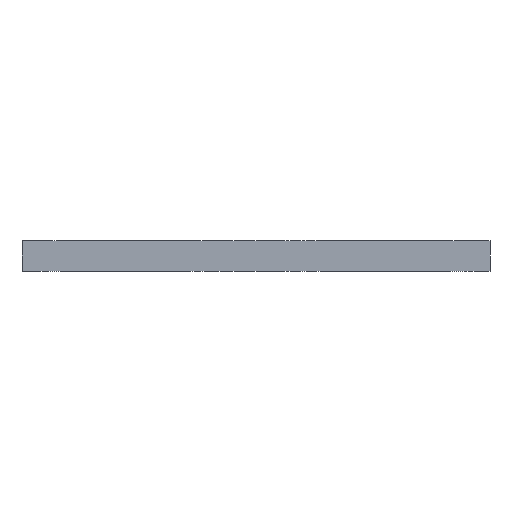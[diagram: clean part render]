
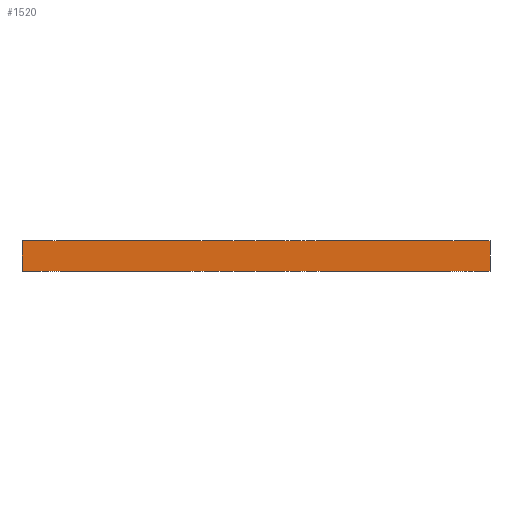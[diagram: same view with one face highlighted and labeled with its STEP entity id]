
A CAD part, front view. The second image highlights one B-rep face of the part: STEP entity #1520.
In plain terms, the highlighted planar face has unit normal (0, -1, 0).
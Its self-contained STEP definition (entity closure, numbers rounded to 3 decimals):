
#44=PLANE('',#1698);
#168=LINE('',#2577,#296);
#169=LINE('',#2580,#297);
#170=LINE('',#2582,#298);
#171=LINE('',#2584,#299);
#296=VECTOR('',#2132,1000.);
#297=VECTOR('',#2133,1000.);
#298=VECTOR('',#2134,1000.);
#299=VECTOR('',#2135,1000.);
#607=ORIENTED_EDGE('',*,*,#971,.T.);
#608=ORIENTED_EDGE('',*,*,#972,.F.);
#609=ORIENTED_EDGE('',*,*,#973,.F.);
#610=ORIENTED_EDGE('',*,*,#974,.T.);
#971=EDGE_CURVE('',#1129,#1130,#168,.T.);
#972=EDGE_CURVE('',#1131,#1130,#169,.T.);
#973=EDGE_CURVE('',#1132,#1131,#170,.T.);
#974=EDGE_CURVE('',#1132,#1129,#171,.T.);
#1129=VERTEX_POINT('',#2578);
#1130=VERTEX_POINT('',#2579);
#1131=VERTEX_POINT('',#2581);
#1132=VERTEX_POINT('',#2583);
#1299=EDGE_LOOP('',(#607,#608,#609,#610));
#1413=FACE_BOUND('',#1299,.T.);
#1520=ADVANCED_FACE('',(#1413),#44,.F.);
#1698=AXIS2_PLACEMENT_3D('',#2576,#2130,#2131);
#2130=DIRECTION('',(0.,1.,0.));
#2131=DIRECTION('',(0.,0.,1.));
#2132=DIRECTION('',(1.,0.,0.));
#2133=DIRECTION('',(0.,0.,-1.));
#2134=DIRECTION('',(1.,0.,0.));
#2135=DIRECTION('',(0.,0.,-1.));
#2576=CARTESIAN_POINT('',(-36.25,-25.,4.8));
#2577=CARTESIAN_POINT('',(-36.25,-25.,0.));
#2578=CARTESIAN_POINT('',(-36.25,-25.,0.));
#2579=CARTESIAN_POINT('',(36.25,-25.,0.));
#2580=CARTESIAN_POINT('',(36.25,-25.,4.8));
#2581=CARTESIAN_POINT('',(36.25,-25.,4.8));
#2582=CARTESIAN_POINT('',(-36.25,-25.,4.8));
#2583=CARTESIAN_POINT('',(-36.25,-25.,4.8));
#2584=CARTESIAN_POINT('',(-36.25,-25.,4.8));
